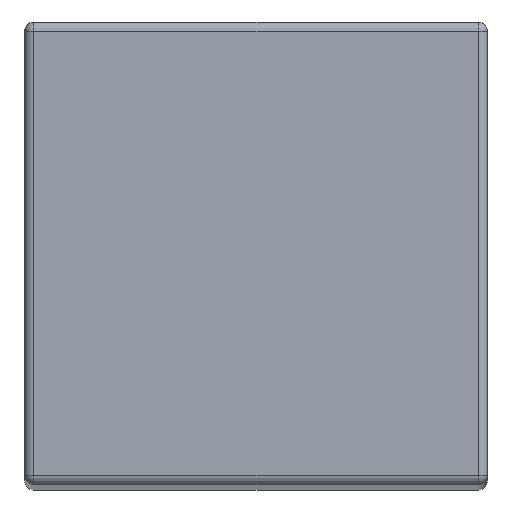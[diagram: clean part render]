
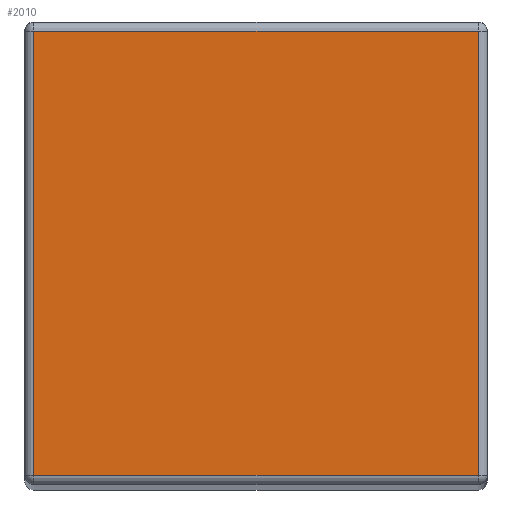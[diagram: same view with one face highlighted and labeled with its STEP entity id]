
A CAD part, top view. The second image highlights one B-rep face of the part: STEP entity #2010.
In plain terms, the highlighted planar face has unit normal (0, 0, 1).
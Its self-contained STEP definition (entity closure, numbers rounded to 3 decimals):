
#59 = ORIENTED_EDGE ( 'NONE', *, *, #1467, .T. ) ;
#127 = VERTEX_POINT ( 'NONE', #967 ) ;
#156 = DIRECTION ( 'NONE',  ( 0., 0., -1. ) ) ;
#224 = VECTOR ( 'NONE', #700, 1000. ) ;
#235 = CARTESIAN_POINT ( 'NONE',  ( 4.9, 0., 33. ) ) ;
#344 = CARTESIAN_POINT ( 'NONE',  ( 0.1, 4.9, 33. ) ) ;
#374 = CARTESIAN_POINT ( 'NONE',  ( 0.1, 0.1, 33. ) ) ;
#464 = CARTESIAN_POINT ( 'NONE',  ( 0., 0.1, 33. ) ) ;
#497 = LINE ( 'NONE', #235, #2111 ) ;
#589 = VERTEX_POINT ( 'NONE', #927 ) ;
#681 = ORIENTED_EDGE ( 'NONE', *, *, #2089, .T. ) ;
#700 = DIRECTION ( 'NONE',  ( 0., -1., 0. ) ) ;
#729 = DIRECTION ( 'NONE',  ( -1., 0., 0. ) ) ;
#757 = DIRECTION ( 'NONE',  ( -1., 0., 0. ) ) ;
#824 = DIRECTION ( 'NONE',  ( 0., 1., 0. ) ) ;
#832 = LINE ( 'NONE', #1164, #1109 ) ;
#880 = EDGE_CURVE ( 'NONE', #2487, #127, #2009, .T. ) ;
#927 = CARTESIAN_POINT ( 'NONE',  ( 4.9, 4.9, 33. ) ) ;
#967 = CARTESIAN_POINT ( 'NONE',  ( 4.9, 0.1, 33. ) ) ;
#1109 = VECTOR ( 'NONE', #757, 1000. ) ;
#1116 = CARTESIAN_POINT ( 'NONE',  ( 0.1, 0., 33. ) ) ;
#1164 = CARTESIAN_POINT ( 'NONE',  ( 0., 4.9, 33. ) ) ;
#1190 = FACE_OUTER_BOUND ( 'NONE', #1224, .T. ) ;
#1224 = EDGE_LOOP ( 'NONE', ( #59, #1511, #2511, #681 ) ) ;
#1415 = EDGE_CURVE ( 'NONE', #127, #589, #497, .T. ) ;
#1467 = EDGE_CURVE ( 'NONE', #1539, #2487, #2057, .T. ) ;
#1511 = ORIENTED_EDGE ( 'NONE', *, *, #880, .T. ) ;
#1539 = VERTEX_POINT ( 'NONE', #344 ) ;
#1566 = CARTESIAN_POINT ( 'NONE',  ( 0., 0., 33. ) ) ;
#1661 = VECTOR ( 'NONE', #1695, 1000. ) ;
#1695 = DIRECTION ( 'NONE',  ( 1., 0., 0. ) ) ;
#1756 = PLANE ( 'NONE',  #2220 ) ;
#2009 = LINE ( 'NONE', #464, #1661 ) ;
#2010 = ADVANCED_FACE ( 'NONE', ( #1190 ), #1756, .F. ) ;
#2057 = LINE ( 'NONE', #1116, #224 ) ;
#2089 = EDGE_CURVE ( 'NONE', #589, #1539, #832, .T. ) ;
#2111 = VECTOR ( 'NONE', #824, 1000. ) ;
#2220 = AXIS2_PLACEMENT_3D ( 'NONE', #1566, #156, #729 ) ;
#2487 = VERTEX_POINT ( 'NONE', #374 ) ;
#2511 = ORIENTED_EDGE ( 'NONE', *, *, #1415, .T. ) ;
